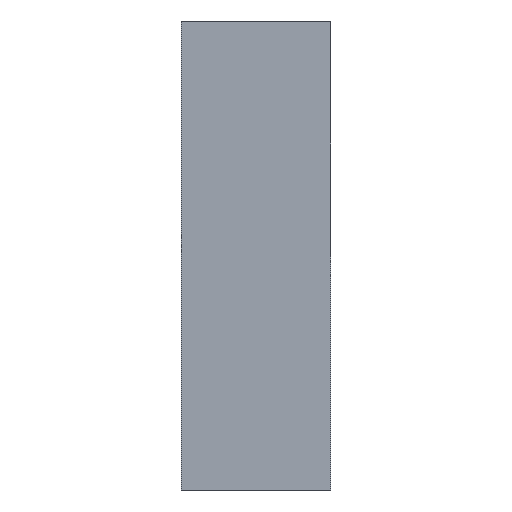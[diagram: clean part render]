
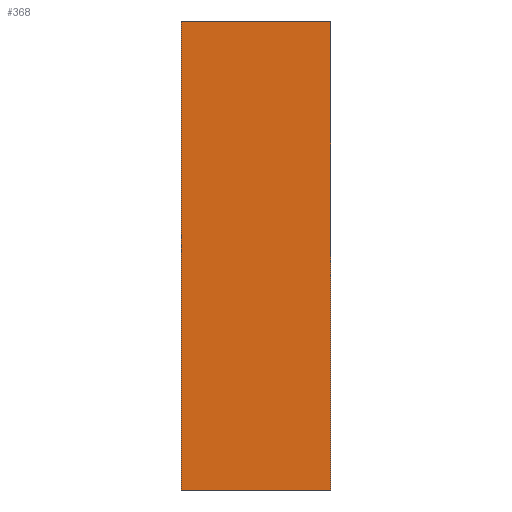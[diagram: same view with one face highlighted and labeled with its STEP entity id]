
A CAD part, left-side view. The second image highlights one B-rep face of the part: STEP entity #368.
In plain terms, the highlighted planar face has unit normal (-1, 0, 0).
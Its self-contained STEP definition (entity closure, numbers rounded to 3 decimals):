
#34 = VERTEX_POINT ( 'NONE', #603 ) ;
#71 = ORIENTED_EDGE ( 'NONE', *, *, #155, .F. ) ;
#106 = EDGE_CURVE ( 'NONE', #152, #568, #215, .T. ) ;
#146 = ORIENTED_EDGE ( 'NONE', *, *, #106, .T. ) ;
#152 = VERTEX_POINT ( 'NONE', #306 ) ;
#155 = EDGE_CURVE ( 'NONE', #152, #220, #366, .T. ) ;
#157 = LINE ( 'NONE', #675, #298 ) ;
#164 = EDGE_CURVE ( 'NONE', #220, #34, #813, .T. ) ;
#174 = ORIENTED_EDGE ( 'NONE', *, *, #295, .T. ) ;
#196 = VECTOR ( 'NONE', #478, 1000. ) ;
#215 = LINE ( 'NONE', #349, #196 ) ;
#218 = PLANE ( 'NONE',  #757 ) ;
#220 = VERTEX_POINT ( 'NONE', #268 ) ;
#243 = DIRECTION ( 'NONE',  ( 1., 0., 0. ) ) ;
#261 = VECTOR ( 'NONE', #496, 1000. ) ;
#268 = CARTESIAN_POINT ( 'NONE',  ( -11.25, 4.85, 7.6 ) ) ;
#291 = EDGE_LOOP ( 'NONE', ( #174, #506, #71, #146 ) ) ;
#295 = EDGE_CURVE ( 'NONE', #568, #34, #157, .T. ) ;
#298 = VECTOR ( 'NONE', #544, 1000. ) ;
#306 = CARTESIAN_POINT ( 'NONE',  ( -11.25, 4.85, -7.6 ) ) ;
#349 = CARTESIAN_POINT ( 'NONE',  ( -11.25, 4.85, -7.6 ) ) ;
#366 = LINE ( 'NONE', #744, #483 ) ;
#368 = ADVANCED_FACE ( 'NONE', ( #561 ), #218, .F. ) ;
#478 = DIRECTION ( 'NONE',  ( 0., -1., 0. ) ) ;
#483 = VECTOR ( 'NONE', #557, 1000. ) ;
#496 = DIRECTION ( 'NONE',  ( 0., -1., 0. ) ) ;
#506 = ORIENTED_EDGE ( 'NONE', *, *, #164, .F. ) ;
#540 = DIRECTION ( 'NONE',  ( 0., 0., -1. ) ) ;
#544 = DIRECTION ( 'NONE',  ( 0., 0., 1. ) ) ;
#557 = DIRECTION ( 'NONE',  ( 0., 0., 1. ) ) ;
#561 = FACE_OUTER_BOUND ( 'NONE', #291, .T. ) ;
#568 = VERTEX_POINT ( 'NONE', #647 ) ;
#603 = CARTESIAN_POINT ( 'NONE',  ( -11.25, 0., 7.6 ) ) ;
#626 = CARTESIAN_POINT ( 'NONE',  ( -11.25, 4.85, 7.6 ) ) ;
#647 = CARTESIAN_POINT ( 'NONE',  ( -11.25, 0., -7.6 ) ) ;
#675 = CARTESIAN_POINT ( 'NONE',  ( -11.25, 0., -7.6 ) ) ;
#744 = CARTESIAN_POINT ( 'NONE',  ( -11.25, 4.85, -7.6 ) ) ;
#757 = AXIS2_PLACEMENT_3D ( 'NONE', #816, #243, #540 ) ;
#813 = LINE ( 'NONE', #626, #261 ) ;
#816 = CARTESIAN_POINT ( 'NONE',  ( -11.25, 4.85, -7.6 ) ) ;
